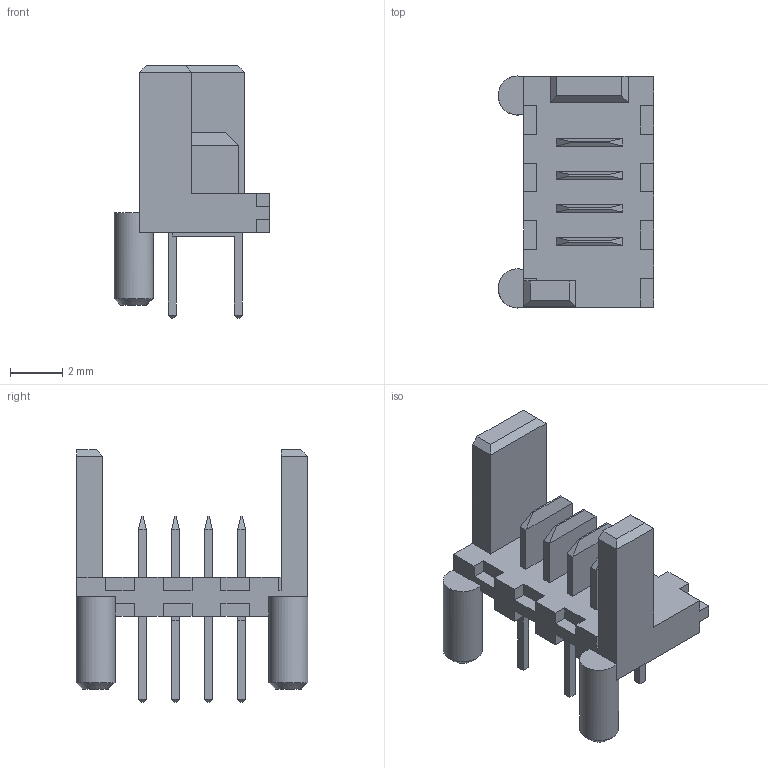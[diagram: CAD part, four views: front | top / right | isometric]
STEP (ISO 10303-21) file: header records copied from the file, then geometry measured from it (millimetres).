
FILE_DESCRIPTION(/* description */ ('model of Molex_Picoflex_90325-0004_2x02_P1.27mm_Vertical'),/* implementation_level */ '2;1');
FILE_NAME(/* name */ 'Molex_Picoflex_90325-0004_2x02_P1.27mm_Vertical.step',/* time_stamp */ '2017-12-05T00:03:52',/* author */ ('Ray Benitez',''),/* organization */ (''),/* preprocessor_version */ '',/* originating_system */ '',/* authorisation */ '');
FILE_SCHEMA(('AUTOMOTIVE_DESIGN { 1 0 10303 214 1 1 1 1 }'));
Length unit declared in the file: millimetre
Products named in the file (1): Molex_90325_0004
Bounding box: 5.98 x 8.91 x 9.7 mm (x, y, z)
Volume: 106.3 mm3; surface area: 303 mm2
Topology: 1 solids, 1 shells, 168 faces, 444 edges, 286 vertices
Faces by surface type: plane 164, cylinder 2, cone 2
Full cylindrical faces by diameter (mm): 1.5 x2
Entity records: 3467 total; most frequent: ORIENTED_EDGE 697, CARTESIAN_POINT 533, EDGE_CURVE 444, LINE 410, VERTEX_POINT 286, FACE_BOUND 176, EDGE_LOOP 176, ADVANCED_FACE 168
